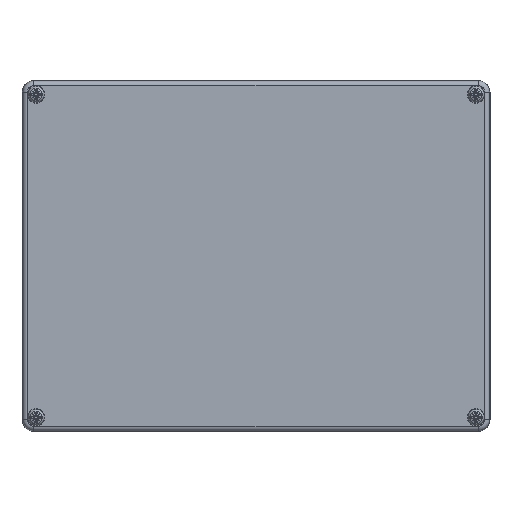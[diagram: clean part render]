
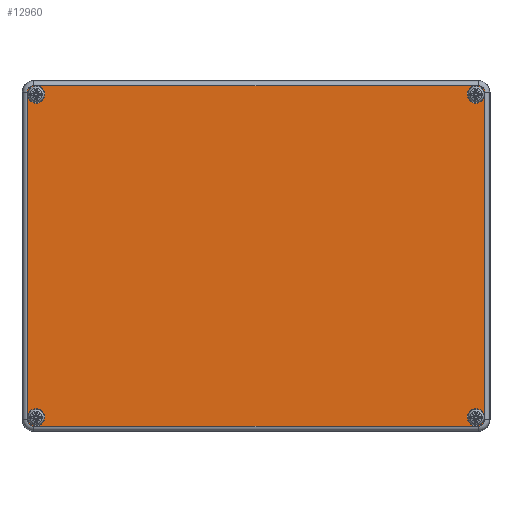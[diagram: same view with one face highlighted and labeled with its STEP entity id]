
A CAD part, top view. The second image highlights one B-rep face of the part: STEP entity #12960.
In plain terms, the highlighted face is planar.
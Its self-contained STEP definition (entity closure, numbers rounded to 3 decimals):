
#12420=CARTESIAN_POINT('',(90.3,-69.,-15.0));
#12421=VERTEX_POINT('',#12420);
#12422=CARTESIAN_POINT('',(94.,-69.,-15.0));
#12423=DIRECTION('',(0.0,0.0,1.0));
#12424=DIRECTION('',(1.0,0.0,0.0));
#12425=AXIS2_PLACEMENT_3D('',#12422,#12423,#12424);
#12426=CIRCLE('',#12425,3.7);
#12427=EDGE_CURVE('',#12421,#12421,#12426,.T.);
#12460=CARTESIAN_POINT('',(-97.7,-69.,-15.0));
#12461=VERTEX_POINT('',#12460);
#12462=CARTESIAN_POINT('',(-94.,-69.,-15.0));
#12463=DIRECTION('',(0.0,0.0,1.0));
#12464=DIRECTION('',(1.0,0.0,0.0));
#12465=AXIS2_PLACEMENT_3D('',#12462,#12463,#12464);
#12466=CIRCLE('',#12465,3.7);
#12467=EDGE_CURVE('',#12461,#12461,#12466,.T.);
#12500=CARTESIAN_POINT('',(-97.7,69.0,-15.0));
#12501=VERTEX_POINT('',#12500);
#12502=CARTESIAN_POINT('',(-94.,69.0,-15.0));
#12503=DIRECTION('',(0.0,0.0,1.0));
#12504=DIRECTION('',(1.0,0.0,0.0));
#12505=AXIS2_PLACEMENT_3D('',#12502,#12503,#12504);
#12506=CIRCLE('',#12505,3.7);
#12507=EDGE_CURVE('',#12501,#12501,#12506,.T.);
#12540=CARTESIAN_POINT('',(90.3,69.,-15.0));
#12541=VERTEX_POINT('',#12540);
#12542=CARTESIAN_POINT('',(94.,69.,-15.0));
#12543=DIRECTION('',(0.0,0.0,1.0));
#12544=DIRECTION('',(1.0,0.0,0.0));
#12545=AXIS2_PLACEMENT_3D('',#12542,#12543,#12544);
#12546=CIRCLE('',#12545,3.7);
#12547=EDGE_CURVE('',#12541,#12541,#12546,.T.);
#12571=CARTESIAN_POINT('',(95.0,-72.773,-15.0));
#12572=VERTEX_POINT('',#12571);
#12580=CARTESIAN_POINT('',(97.773,-70.,-15.0));
#12581=VERTEX_POINT('',#12580);
#12582=CARTESIAN_POINT('',(95.0,-70.,-15.0));
#12583=DIRECTION('',(0.0,0.0,1.0));
#12584=DIRECTION('',(0.707,-0.707,0.0));
#12585=AXIS2_PLACEMENT_3D('',#12582,#12583,#12584);
#12586=CIRCLE('',#12585,2.773);
#12587=EDGE_CURVE('',#12572,#12581,#12586,.T.);
#12613=CARTESIAN_POINT('',(97.773,70.,-15.0));
#12614=VERTEX_POINT('',#12613);
#12631=CARTESIAN_POINT('',(97.773,-70.,-15.0));
#12632=DIRECTION('',(0.0,1.0,0.0));
#12633=VECTOR('',#12632,140.0);
#12634=LINE('',#12631,#12633);
#12635=EDGE_CURVE('',#12581,#12614,#12634,.T.);
#12645=CARTESIAN_POINT('',(95.0,72.773,-15.0));
#12646=VERTEX_POINT('',#12645);
#12664=CARTESIAN_POINT('',(95.0,70.,-15.0));
#12665=DIRECTION('',(0.0,0.0,1.0));
#12666=DIRECTION('',(0.707,0.707,0.0));
#12667=AXIS2_PLACEMENT_3D('',#12664,#12665,#12666);
#12668=CIRCLE('',#12667,2.773);
#12669=EDGE_CURVE('',#12614,#12646,#12668,.T.);
#12679=CARTESIAN_POINT('',(-95.0,72.773,-15.0));
#12680=VERTEX_POINT('',#12679);
#12697=CARTESIAN_POINT('',(95.0,72.773,-15.0));
#12698=DIRECTION('',(-1.0,0.0,0.0));
#12699=VECTOR('',#12698,190.0);
#12700=LINE('',#12697,#12699);
#12701=EDGE_CURVE('',#12646,#12680,#12700,.T.);
#12711=CARTESIAN_POINT('',(-97.773,70.,-15.0));
#12712=VERTEX_POINT('',#12711);
#12730=CARTESIAN_POINT('',(-95.0,70.,-15.0));
#12731=DIRECTION('',(0.0,0.0,1.0));
#12732=DIRECTION('',(-0.707,0.707,0.0));
#12733=AXIS2_PLACEMENT_3D('',#12730,#12731,#12732);
#12734=CIRCLE('',#12733,2.773);
#12735=EDGE_CURVE('',#12680,#12712,#12734,.T.);
#12745=CARTESIAN_POINT('',(-97.773,-70.,-15.0));
#12746=VERTEX_POINT('',#12745);
#12763=CARTESIAN_POINT('',(-97.773,70.,-15.0));
#12764=DIRECTION('',(0.0,-1.0,0.0));
#12765=VECTOR('',#12764,140.0);
#12766=LINE('',#12763,#12765);
#12767=EDGE_CURVE('',#12712,#12746,#12766,.T.);
#12777=CARTESIAN_POINT('',(-95.0,-72.773,-15.0));
#12778=VERTEX_POINT('',#12777);
#12796=CARTESIAN_POINT('',(-95.0,-70.,-15.0));
#12797=DIRECTION('',(0.0,0.0,1.0));
#12798=DIRECTION('',(-0.707,-0.707,0.0));
#12799=AXIS2_PLACEMENT_3D('',#12796,#12797,#12798);
#12800=CIRCLE('',#12799,2.773);
#12801=EDGE_CURVE('',#12746,#12778,#12800,.T.);
#12819=CARTESIAN_POINT('',(-95.0,-72.773,-15.0));
#12820=DIRECTION('',(1.0,0.0,0.0));
#12821=VECTOR('',#12820,190.0);
#12822=LINE('',#12819,#12821);
#12823=EDGE_CURVE('',#12778,#12572,#12822,.T.);
#12933=CARTESIAN_POINT('',(0.,0.,-15.0));
#12934=DIRECTION('',(0.0,0.0,1.0));
#12935=DIRECTION('',(1.0,0.0,0.0));
#12936=AXIS2_PLACEMENT_3D('',#12933,#12934,#12935);
#12937=PLANE('',#12936);
#12938=ORIENTED_EDGE('',*,*,#12587,.F.);
#12939=ORIENTED_EDGE('',*,*,#12823,.F.);
#12940=ORIENTED_EDGE('',*,*,#12801,.F.);
#12941=ORIENTED_EDGE('',*,*,#12767,.F.);
#12942=ORIENTED_EDGE('',*,*,#12735,.F.);
#12943=ORIENTED_EDGE('',*,*,#12701,.F.);
#12944=ORIENTED_EDGE('',*,*,#12669,.F.);
#12945=ORIENTED_EDGE('',*,*,#12635,.F.);
#12946=EDGE_LOOP('',(#12938,#12939,#12940,#12941,#12942,#12943,#12944,#12945));
#12947=FACE_OUTER_BOUND('',#12946,.T.);
#12948=ORIENTED_EDGE('',*,*,#12427,.T.);
#12949=EDGE_LOOP('',(#12948));
#12950=FACE_BOUND('',#12949,.T.);
#12951=ORIENTED_EDGE('',*,*,#12467,.T.);
#12952=EDGE_LOOP('',(#12951));
#12953=FACE_BOUND('',#12952,.T.);
#12954=ORIENTED_EDGE('',*,*,#12507,.T.);
#12955=EDGE_LOOP('',(#12954));
#12956=FACE_BOUND('',#12955,.T.);
#12957=ORIENTED_EDGE('',*,*,#12547,.T.);
#12958=EDGE_LOOP('',(#12957));
#12959=FACE_BOUND('',#12958,.T.);
#12960=ADVANCED_FACE('',(#12947,#12950,#12953,#12956,#12959),#12937,.F.);
